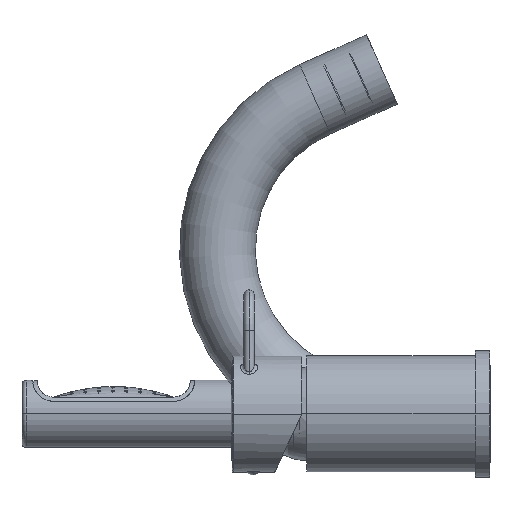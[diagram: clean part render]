
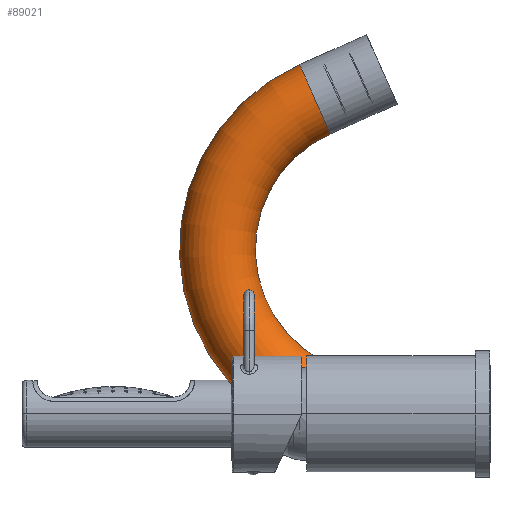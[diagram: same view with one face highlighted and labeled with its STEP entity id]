
A CAD part, left-side view. The second image highlights one B-rep face of the part: STEP entity #89021.
In plain terms, the highlighted toroidal (fillet/blend) face has major radius 78 mm and minor radius 18 mm.
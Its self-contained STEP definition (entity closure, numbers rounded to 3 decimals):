
#73153=CARTESIAN_POINT('',(150.,44.3,0.));
#73154=DIRECTION('',(0.,1.,0.));
#73155=DIRECTION('',(0.,0.,-1.));
#73156=AXIS2_PLACEMENT_3D('',#73153,#73154,#73155);
#73158=CARTESIAN_POINT('',(150.,44.3,78.));
#73159=DIRECTION('',(1.,0.,0.));
#73160=DIRECTION('',(0.,0.,-1.));
#73161=AXIS2_PLACEMENT_3D('',#73158,#73159,#73160);
#73168=CARTESIAN_POINT('',(150.,44.3,78.));
#73169=DIRECTION('',(1.,0.,0.));
#73170=DIRECTION('',(0.,0.,-1.));
#73171=AXIS2_PLACEMENT_3D('',#73168,#73169,#73170);
#73196=CARTESIAN_POINT('',(150.,76.025,149.257));
#73197=DIRECTION('',(0.,-0.914,0.407));
#73198=DIRECTION('',(0.,0.407,0.914));
#73199=AXIS2_PLACEMENT_3D('',#73196,#73197,#73198);
#81093=CARTESIAN_POINT('',(150.,44.3,18.));
#81094=CARTESIAN_POINT('',(150.,44.3,-18.));
#81095=VERTEX_POINT('',#81093);
#81096=VERTEX_POINT('',#81094);
#81101=CARTESIAN_POINT('',(150.,68.704,132.813));
#81102=CARTESIAN_POINT('',(150.,83.347,165.7));
#81103=VERTEX_POINT('',#81101);
#81104=VERTEX_POINT('',#81102);
#89007=CARTESIAN_POINT('',(150.,44.3,78.));
#89008=DIRECTION('',(1.,0.,0.));
#89009=DIRECTION('',(0.,0.,1.));
#89010=AXIS2_PLACEMENT_3D('',#89007,#89008,#89009);
#89011=TOROIDAL_SURFACE('',#89010,78.,18.);
#89012=ORIENTED_EDGE('',*,*,#88994,.F.);
#89014=ORIENTED_EDGE('',*,*,#89013,.T.);
#89016=ORIENTED_EDGE('',*,*,#89015,.T.);
#89018=ORIENTED_EDGE('',*,*,#89017,.F.);
#89019=EDGE_LOOP('',(#89012,#89014,#89016,#89018));
#89020=FACE_OUTER_BOUND('',#89019,.F.);
#89021=ADVANCED_FACE('',(#89020),#89011,.T.);
#73157=CIRCLE('',#73156,18.);
#73162=CIRCLE('',#73161,96.);
#73172=CIRCLE('',#73171,60.);
#73200=CIRCLE('',#73199,18.);
#88994=EDGE_CURVE('',#81096,#81095,#73157,.T.);
#89013=EDGE_CURVE('',#81096,#81104,#73162,.T.);
#89015=EDGE_CURVE('',#81104,#81103,#73200,.T.);
#89017=EDGE_CURVE('',#81095,#81103,#73172,.T.);
